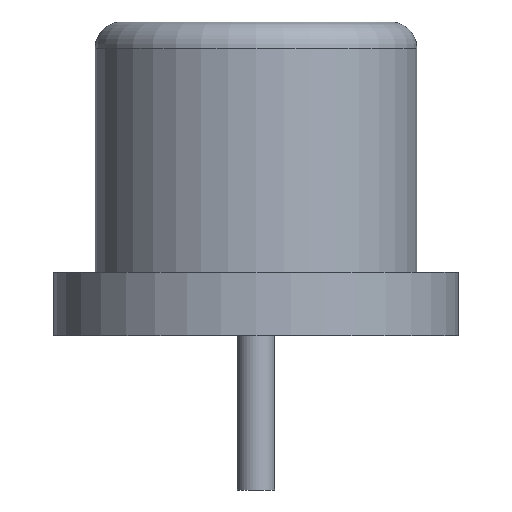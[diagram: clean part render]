
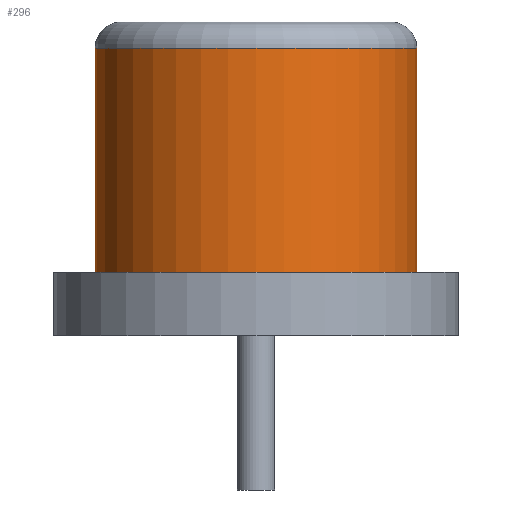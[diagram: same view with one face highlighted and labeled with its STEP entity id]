
A CAD part, left-side view. The second image highlights one B-rep face of the part: STEP entity #296.
In plain terms, the highlighted cylindrical face has radius 1.85 mm (diameter 3.7 mm), a partial arc.
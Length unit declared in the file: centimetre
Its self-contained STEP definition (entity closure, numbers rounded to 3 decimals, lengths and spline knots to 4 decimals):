
#51=VECTOR('',#407,1.);
#53=VECTOR('',#414,1.);
#69=LINE('',#488,#51);
#71=LINE('',#493,#53);
#94=VERTEX_POINT('',#448);
#96=VERTEX_POINT('',#452);
#101=VERTEX_POINT('',#473);
#104=VERTEX_POINT('',#480);
#114=CIRCLE('',#313,0.185);
#121=CIRCLE('',#328,0.185);
#138=EDGE_CURVE('',#94,#96,#114,.T.);
#153=EDGE_CURVE('',#101,#104,#121,.T.);
#156=EDGE_CURVE('',#94,#101,#69,.T.);
#158=EDGE_CURVE('',#96,#104,#71,.T.);
#223=ORIENTED_EDGE('',*,*,#153,.F.);
#224=ORIENTED_EDGE('',*,*,#156,.F.);
#225=ORIENTED_EDGE('',*,*,#138,.T.);
#226=ORIENTED_EDGE('',*,*,#158,.T.);
#253=EDGE_LOOP('',(#223,#224,#225,#226));
#277=FACE_BOUND('',#253,.T.);
#296=ADVANCED_FACE('',(#277),#502,.T.);
#313=AXIS2_PLACEMENT_3D('',#453,#367,#368);
#328=AXIS2_PLACEMENT_3D('',#484,#401,#402);
#333=AXIS2_PLACEMENT_3D('',#492,#412,#413);
#367=DIRECTION('',(0.,0.,1.));
#368=DIRECTION('',(0.185,0.,0.));
#401=DIRECTION('',(0.,0.,1.));
#402=DIRECTION('',(-0.185,0.,0.));
#407=DIRECTION('',(0.,0.,1.));
#412=DIRECTION('',(0.,0.,1.));
#413=DIRECTION('',(0.185,0.,0.));
#414=DIRECTION('',(0.,0.,1.));
#448=CARTESIAN_POINT('',(-0.3175,0.185,0.));
#452=CARTESIAN_POINT('',(-0.3175,-0.185,0.));
#453=CARTESIAN_POINT('',(-0.3175,0.,0.));
#473=CARTESIAN_POINT('',(-0.3175,0.185,0.2578));
#480=CARTESIAN_POINT('',(-0.3175,-0.185,0.2578));
#484=CARTESIAN_POINT('',(-0.3175,0.,0.2578));
#488=CARTESIAN_POINT('',(-0.3175,0.185,0.));
#492=CARTESIAN_POINT('',(-0.3175,0.,0.));
#493=CARTESIAN_POINT('',(-0.3175,-0.185,0.));
#502=CYLINDRICAL_SURFACE('',#333,0.185);
